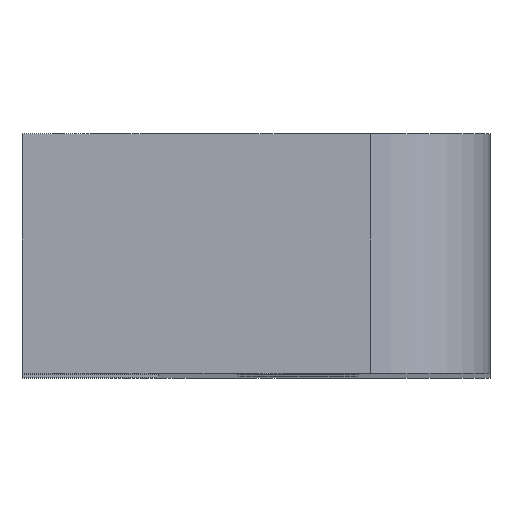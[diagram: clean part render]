
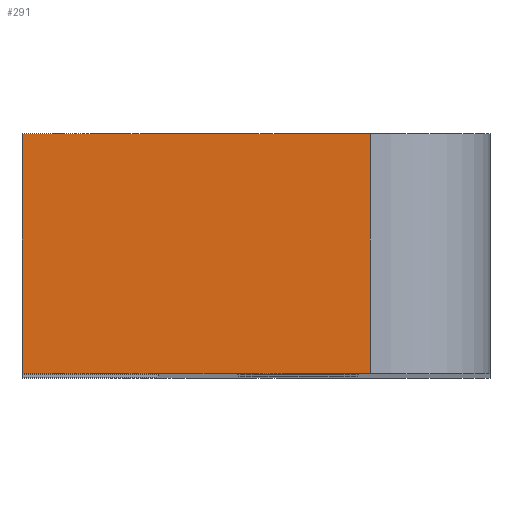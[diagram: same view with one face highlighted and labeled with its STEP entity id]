
A CAD part, top view. The second image highlights one B-rep face of the part: STEP entity #291.
In plain terms, the highlighted planar face has unit normal (0, 0, 1).
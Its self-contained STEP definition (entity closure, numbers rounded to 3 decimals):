
#26 = ORIENTED_EDGE ( 'NONE', *, *, #195, .T. ) ;
#28 = ORIENTED_EDGE ( 'NONE', *, *, #135, .T. ) ;
#33 = ORIENTED_EDGE ( 'NONE', *, *, #132, .T. ) ;
#67 = LINE ( 'NONE', #464, #492 ) ;
#76 = CARTESIAN_POINT ( 'NONE',  ( 7.1, -3., 35. ) ) ;
#81 = DIRECTION ( 'NONE',  ( -1., 0., 0. ) ) ;
#86 = FACE_OUTER_BOUND ( 'NONE', #263, .T. ) ;
#90 = LINE ( 'NONE', #426, #138 ) ;
#112 = EDGE_CURVE ( 'NONE', #460, #408, #480, .T. ) ;
#122 = CARTESIAN_POINT ( 'NONE',  ( 7.1, 3., 35. ) ) ;
#132 = EDGE_CURVE ( 'NONE', #247, #394, #90, .T. ) ;
#135 = EDGE_CURVE ( 'NONE', #408, #247, #306, .T. ) ;
#138 = VECTOR ( 'NONE', #350, 1000. ) ;
#169 = ORIENTED_EDGE ( 'NONE', *, *, #112, .T. ) ;
#195 = EDGE_CURVE ( 'NONE', #394, #460, #67, .T. ) ;
#247 = VERTEX_POINT ( 'NONE', #465 ) ;
#251 = CARTESIAN_POINT ( 'NONE',  ( 7.1, 3., 35. ) ) ;
#258 = CARTESIAN_POINT ( 'NONE',  ( 15.8, 3., 35. ) ) ;
#263 = EDGE_LOOP ( 'NONE', ( #28, #33, #26, #169 ) ) ;
#291 = ADVANCED_FACE ( 'NONE', ( #86 ), #384, .T. ) ;
#306 = LINE ( 'NONE', #76, #488 ) ;
#330 = CARTESIAN_POINT ( 'NONE',  ( 15.8, -3., 35. ) ) ;
#350 = DIRECTION ( 'NONE',  ( 1., 0., 0. ) ) ;
#366 = DIRECTION ( 'NONE',  ( 0., -1., 0. ) ) ;
#373 = DIRECTION ( 'NONE',  ( 1., 0., 0. ) ) ;
#374 = DIRECTION ( 'NONE',  ( 0., 0., 1. ) ) ;
#379 = CARTESIAN_POINT ( 'NONE',  ( 7.1, -3., 35. ) ) ;
#384 = PLANE ( 'NONE',  #490 ) ;
#394 = VERTEX_POINT ( 'NONE', #330 ) ;
#408 = VERTEX_POINT ( 'NONE', #251 ) ;
#426 = CARTESIAN_POINT ( 'NONE',  ( 0., -3., 35. ) ) ;
#460 = VERTEX_POINT ( 'NONE', #258 ) ;
#461 = DIRECTION ( 'NONE',  ( 0., 1., 0. ) ) ;
#464 = CARTESIAN_POINT ( 'NONE',  ( 15.8, -3., 35. ) ) ;
#465 = CARTESIAN_POINT ( 'NONE',  ( 7.1, -3., 35. ) ) ;
#474 = VECTOR ( 'NONE', #81, 1000. ) ;
#480 = LINE ( 'NONE', #122, #474 ) ;
#488 = VECTOR ( 'NONE', #366, 1000. ) ;
#490 = AXIS2_PLACEMENT_3D ( 'NONE', #379, #374, #373 ) ;
#492 = VECTOR ( 'NONE', #461, 1000. ) ;
